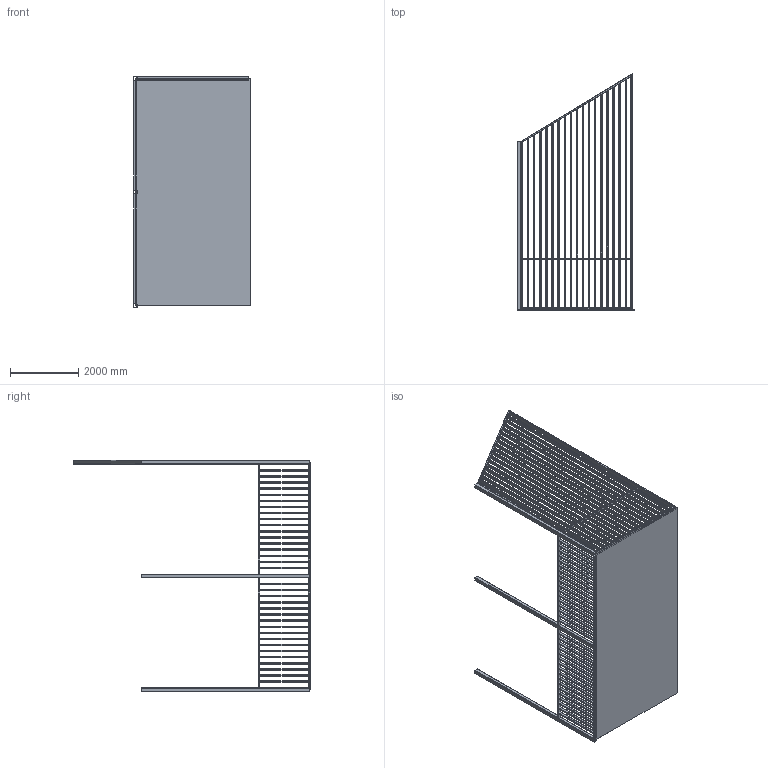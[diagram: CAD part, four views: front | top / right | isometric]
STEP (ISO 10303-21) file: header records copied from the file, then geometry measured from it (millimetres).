
FILE_DESCRIPTION(('FreeCAD Model'),'2;1');
FILE_NAME('Open CASCADE Shape Model','2025-05-01T18:50:14',('FreeCAD'),( 'FreeCAD'),'Open CASCADE STEP processor 7.6','FreeCAD','Unknown');
FILE_SCHEMA(('AUTOMOTIVE_DESIGN { 1 0 10303 214 1 1 1 1 }'));
Products named in the file (1): Open CASCADE STEP translator 7.6 1
Bounding box: 3433.57 x 6922.08 x 6757.27 mm (x, y, z)
Volume: 523344421.5 mm3; surface area: 141024326.2 mm2
Topology: 81 solids, 81 shells, 1446 faces, 3852 edges, 2568 vertices
Faces by surface type: bspline 1446
Entity records: 40954 total; most frequent: CARTESIAN_POINT 18617, ORIENTED_EDGE 7704, EDGE_CURVE 3852, B_SPLINE_CURVE_WITH_KNOTS 2572, VERTEX_POINT 2568, FACE_BOUND 1606, EDGE_LOOP 1606, ADVANCED_FACE 1446
